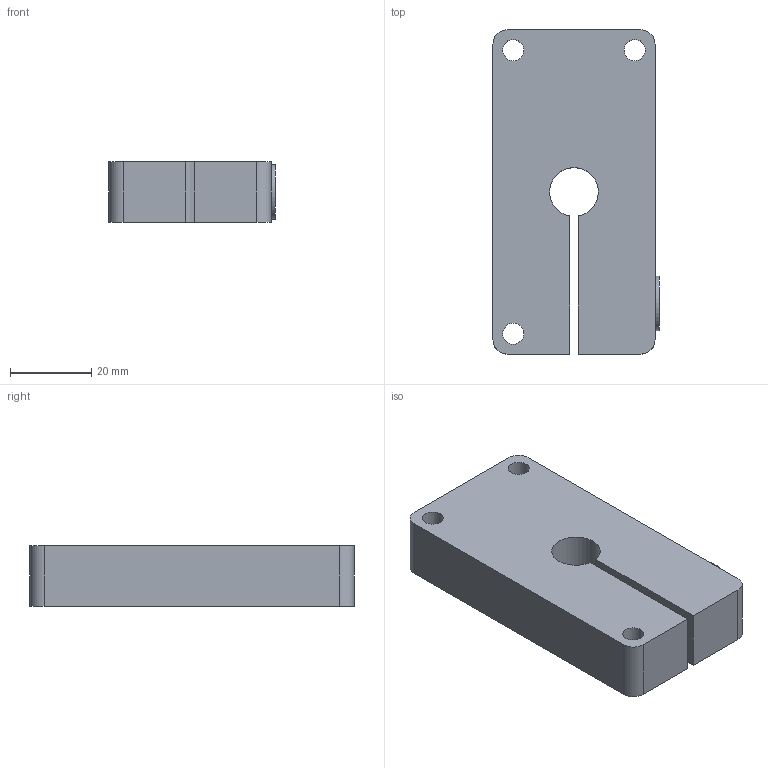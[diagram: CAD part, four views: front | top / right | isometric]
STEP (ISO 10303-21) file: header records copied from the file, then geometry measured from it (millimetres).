
FILE_DESCRIPTION((''),'2;1');
FILE_NAME('SL0222S.ipt.step','2007-09-10T15:13:57',(''),(''),'Autodesk Inventor 11','Autodesk Inventor 11','');
FILE_SCHEMA(('AUTOMOTIVE_DESIGN { 1 0 10303 214 1 1 1 1 }'));
Length unit declared in the file: millimetre
Products named in the file (1): SL0222S
Bounding box: 41 x 80 x 15 mm (x, y, z)
Volume: 43859.1 mm3; surface area: 11899.4 mm2
Topology: 1 solids, 1 shells, 32 faces, 75 edges, 50 vertices
Faces by surface type: plane 17, bspline 9, cylinder 6
Full cylindrical faces by diameter (mm): 13.5 x1
Entity records: 1001 total; most frequent: CARTESIAN_POINT 262, DIRECTION 140, ORIENTED_EDGE 136, EDGE_CURVE 68, VERTEX_POINT 50, EDGE_LOOP 50, AXIS2_PLACEMENT_3D 48, VECTOR 44
